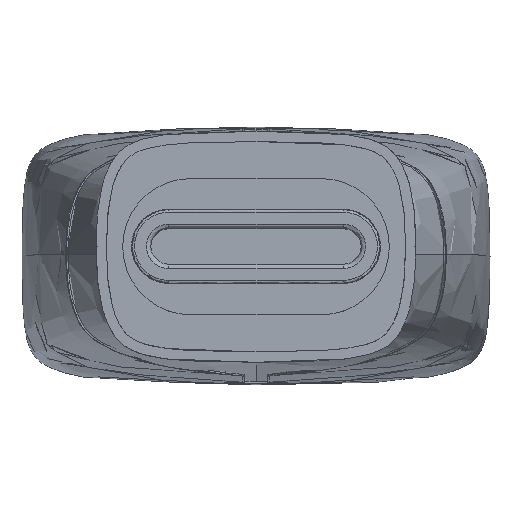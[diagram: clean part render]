
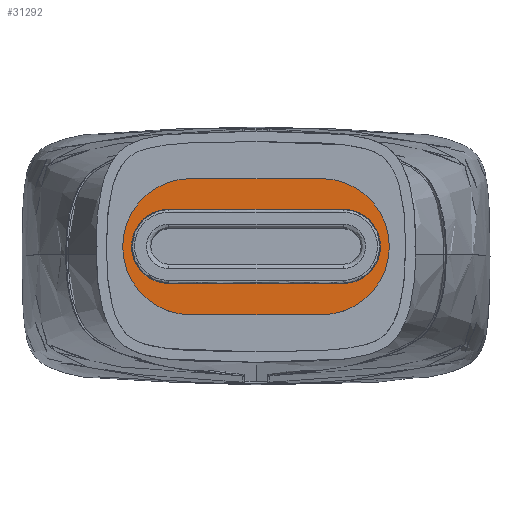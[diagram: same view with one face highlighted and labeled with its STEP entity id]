
A CAD part, top view. The second image highlights one B-rep face of the part: STEP entity #31292.
In plain terms, the highlighted face is planar.
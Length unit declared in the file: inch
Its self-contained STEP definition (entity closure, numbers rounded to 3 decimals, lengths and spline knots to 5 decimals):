
#166 = DIRECTION ( 'NONE',  ( 0., 0., 1. ) ) ;
#942 = CARTESIAN_POINT ( 'NONE',  ( 0.17717, -0.09055, -0.06693 ) ) ;
#3917 = CARTESIAN_POINT ( 'NONE',  ( 0.17717, 0., -0.06693 ) ) ;
#5389 = DIRECTION ( 'NONE',  ( 0., 0., 1. ) ) ;
#6295 = ORIENTED_EDGE ( 'NONE', *, *, #43285, .F. ) ;
#6592 = LINE ( 'NONE', #41248, #39714 ) ;
#7039 = DIRECTION ( 'NONE',  ( 0., 0., -1. ) ) ;
#7255 = EDGE_CURVE ( 'NONE', #12296, #11981, #18300, .T. ) ;
#7366 = AXIS2_PLACEMENT_3D ( 'NONE', #8726, #5389, #35419 ) ;
#7381 = LINE ( 'NONE', #942, #12960 ) ;
#7975 = CIRCLE ( 'NONE', #34242, 0.09055 ) ;
#7990 = CARTESIAN_POINT ( 'NONE',  ( -0.08661, 0., -0.06693 ) ) ;
#8211 = DIRECTION ( 'NONE',  ( 0., 0., 1. ) ) ;
#8367 = ORIENTED_EDGE ( 'NONE', *, *, #17302, .F. ) ;
#8582 = CARTESIAN_POINT ( 'NONE',  ( -0.17717, 0., -0.06693 ) ) ;
#8726 = CARTESIAN_POINT ( 'NONE',  ( -0.08661, 0., -0.06693 ) ) ;
#9212 = CARTESIAN_POINT ( 'NONE',  ( -0.08661, -0.09055, -0.06693 ) ) ;
#11981 = VERTEX_POINT ( 'NONE', #3917 ) ;
#12246 = VERTEX_POINT ( 'NONE', #9212 ) ;
#12296 = VERTEX_POINT ( 'NONE', #31641 ) ;
#12960 = VECTOR ( 'NONE', #27841, 39.37008 ) ;
#17302 = EDGE_CURVE ( 'NONE', #11981, #41183, #18664, .T. ) ;
#18209 = FACE_OUTER_BOUND ( 'NONE', #20227, .T. ) ;
#18300 = CIRCLE ( 'NONE', #40299, 0.09055 ) ;
#18664 = CIRCLE ( 'NONE', #30672, 0.09055 ) ;
#19676 = AXIS2_PLACEMENT_3D ( 'NONE', #41109, #7039, #20879 ) ;
#20227 = EDGE_LOOP ( 'NONE', ( #21601, #8367, #30403, #39686, #6295, #41347 ) ) ;
#20879 = DIRECTION ( 'NONE',  ( -1., 0., 0. ) ) ;
#20888 = DIRECTION ( 'NONE',  ( 1., 0., 0. ) ) ;
#21601 = ORIENTED_EDGE ( 'NONE', *, *, #35519, .F. ) ;
#21797 = DIRECTION ( 'NONE',  ( -1., 0., 0. ) ) ;
#22369 = CARTESIAN_POINT ( 'NONE',  ( -0.08661, 0.09055, -0.06693 ) ) ;
#24883 = CARTESIAN_POINT ( 'NONE',  ( 0.08661, 0., -0.06693 ) ) ;
#25804 = DIRECTION ( 'NONE',  ( 1., 0., 0. ) ) ;
#27766 = EDGE_CURVE ( 'NONE', #34418, #31324, #43646, .T. ) ;
#27841 = DIRECTION ( 'NONE',  ( 1., 0., 0. ) ) ;
#30403 = ORIENTED_EDGE ( 'NONE', *, *, #7255, .F. ) ;
#30672 = AXIS2_PLACEMENT_3D ( 'NONE', #24883, #166, #20888 ) ;
#31292 = ADVANCED_FACE ( 'NONE', ( #18209 ), #34392, .T. ) ;
#31324 = VERTEX_POINT ( 'NONE', #8582 ) ;
#31641 = CARTESIAN_POINT ( 'NONE',  ( 0.08661, -0.09055, -0.06693 ) ) ;
#32628 = CARTESIAN_POINT ( 'NONE',  ( 0.08661, 0.09055, -0.06693 ) ) ;
#32882 = CARTESIAN_POINT ( 'NONE',  ( 0.08661, 0., -0.06693 ) ) ;
#34242 = AXIS2_PLACEMENT_3D ( 'NONE', #7990, #8211, #21797 ) ;
#34392 = PLANE ( 'NONE',  #19676 ) ;
#34418 = VERTEX_POINT ( 'NONE', #22369 ) ;
#35419 = DIRECTION ( 'NONE',  ( -1., 0., 0. ) ) ;
#35519 = EDGE_CURVE ( 'NONE', #41183, #34418, #6592, .T. ) ;
#36831 = DIRECTION ( 'NONE',  ( -1., 0., 0. ) ) ;
#38931 = DIRECTION ( 'NONE',  ( 0., 0., 1. ) ) ;
#39686 = ORIENTED_EDGE ( 'NONE', *, *, #42603, .F. ) ;
#39714 = VECTOR ( 'NONE', #36831, 39.37008 ) ;
#40299 = AXIS2_PLACEMENT_3D ( 'NONE', #32882, #38931, #25804 ) ;
#41109 = CARTESIAN_POINT ( 'NONE',  ( 0., 0., -0.06693 ) ) ;
#41183 = VERTEX_POINT ( 'NONE', #32628 ) ;
#41248 = CARTESIAN_POINT ( 'NONE',  ( -0.17717, 0.09055, -0.06693 ) ) ;
#41347 = ORIENTED_EDGE ( 'NONE', *, *, #27766, .F. ) ;
#42603 = EDGE_CURVE ( 'NONE', #12246, #12296, #7381, .T. ) ;
#43285 = EDGE_CURVE ( 'NONE', #31324, #12246, #7975, .T. ) ;
#43646 = CIRCLE ( 'NONE', #7366, 0.09055 ) ;
